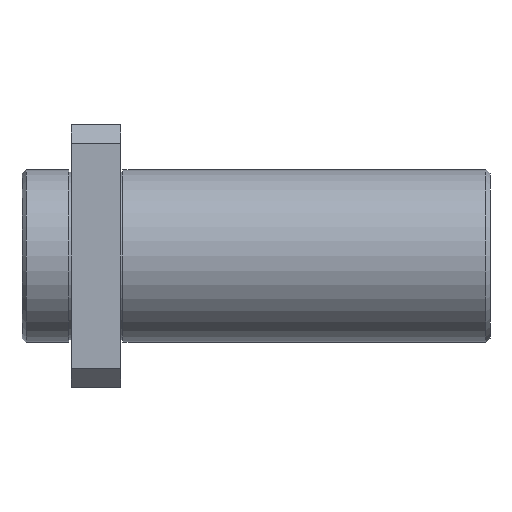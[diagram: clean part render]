
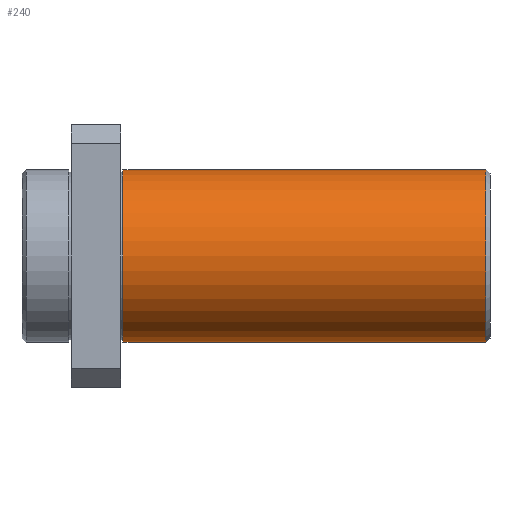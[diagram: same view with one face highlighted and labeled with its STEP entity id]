
A CAD part, front view. The second image highlights one B-rep face of the part: STEP entity #240.
In plain terms, the highlighted cylindrical face has radius 10.5 mm (diameter 21 mm), a partial arc.
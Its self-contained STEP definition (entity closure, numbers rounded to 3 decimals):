
#16 = CARTESIAN_POINT ( 'NONE',  ( -6., 0., 10.5 ) ) ;
#26 = DIRECTION ( 'NONE',  ( 1., 0., 0. ) ) ;
#240 = ADVANCED_FACE ( 'NONE', ( #1434 ), #1259, .T. ) ;
#273 = CIRCLE ( 'NONE', #849, 10.5 ) ;
#286 = CIRCLE ( 'NONE', #852, 10.5 ) ;
#348 = EDGE_CURVE ( 'NONE', #497, #547, #286, .T. ) ;
#356 = EDGE_CURVE ( 'NONE', #527, #363, #273, .T. ) ;
#363 = VERTEX_POINT ( 'NONE', #1018 ) ;
#467 = DIRECTION ( 'NONE',  ( 0., 0., -1. ) ) ;
#497 = VERTEX_POINT ( 'NONE', #974 ) ;
#522 = DIRECTION ( 'NONE',  ( 1., 0., 0. ) ) ;
#527 = VERTEX_POINT ( 'NONE', #960 ) ;
#541 = CARTESIAN_POINT ( 'NONE',  ( -6., 0., 0. ) ) ;
#547 = VERTEX_POINT ( 'NONE', #953 ) ;
#696 = ORIENTED_EDGE ( 'NONE', *, *, #356, .F. ) ;
#697 = ORIENTED_EDGE ( 'NONE', *, *, #1195, .T. ) ;
#714 = ORIENTED_EDGE ( 'NONE', *, *, #1466, .F. ) ;
#823 = ORIENTED_EDGE ( 'NONE', *, *, #348, .T. ) ;
#849 = AXIS2_PLACEMENT_3D ( 'NONE', #1032, #1031, #1030 ) ;
#852 = AXIS2_PLACEMENT_3D ( 'NONE', #1062, #1060, #1059 ) ;
#899 = DIRECTION ( 'NONE',  ( 1., 0., 0. ) ) ;
#927 = CARTESIAN_POINT ( 'NONE',  ( -6., 0., -10.5 ) ) ;
#953 = CARTESIAN_POINT ( 'NONE',  ( 50.5, 0., 10.5 ) ) ;
#960 = CARTESIAN_POINT ( 'NONE',  ( 6.3, 0., -10.5 ) ) ;
#974 = CARTESIAN_POINT ( 'NONE',  ( 50.5, 0., -10.5 ) ) ;
#1018 = CARTESIAN_POINT ( 'NONE',  ( 6.3, 0., 10.5 ) ) ;
#1030 = DIRECTION ( 'NONE',  ( 0., 0., 1. ) ) ;
#1031 = DIRECTION ( 'NONE',  ( -1., 0., 0. ) ) ;
#1032 = CARTESIAN_POINT ( 'NONE',  ( 6.3, 0., 0. ) ) ;
#1059 = DIRECTION ( 'NONE',  ( 0., 0., -1. ) ) ;
#1060 = DIRECTION ( 'NONE',  ( -1., 0., 0. ) ) ;
#1062 = CARTESIAN_POINT ( 'NONE',  ( 50.5, 0., 0. ) ) ;
#1097 = AXIS2_PLACEMENT_3D ( 'NONE', #541, #522, #467 ) ;
#1124 = EDGE_LOOP ( 'NONE', ( #714, #696, #697, #823 ) ) ;
#1195 = EDGE_CURVE ( 'NONE', #527, #497, #1455, .T. ) ;
#1259 = CYLINDRICAL_SURFACE ( 'NONE', #1097, 10.5 ) ;
#1434 = FACE_OUTER_BOUND ( 'NONE', #1124, .T. ) ;
#1438 = VECTOR ( 'NONE', #26, 1000. ) ;
#1440 = LINE ( 'NONE', #16, #1438 ) ;
#1455 = LINE ( 'NONE', #927, #1458 ) ;
#1458 = VECTOR ( 'NONE', #899, 1000. ) ;
#1466 = EDGE_CURVE ( 'NONE', #363, #547, #1440, .T. ) ;
